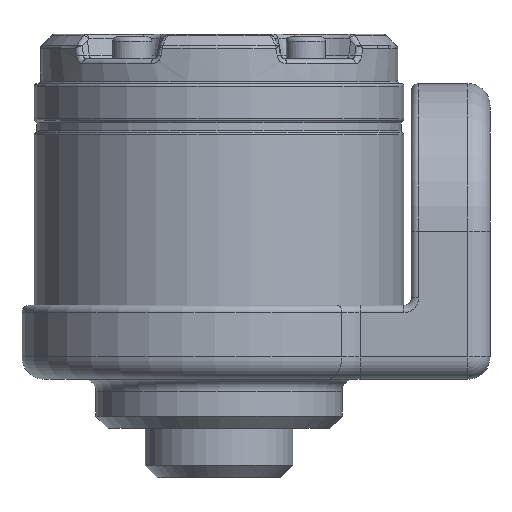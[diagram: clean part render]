
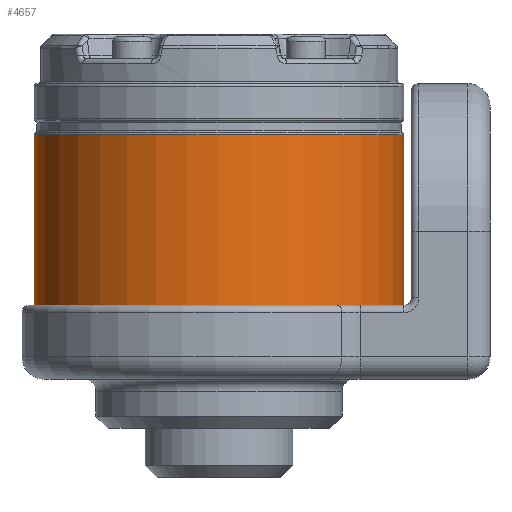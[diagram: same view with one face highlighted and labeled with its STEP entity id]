
A CAD part, front view. The second image highlights one B-rep face of the part: STEP entity #4657.
In plain terms, the highlighted cylindrical face has radius 75 mm (diameter 150 mm), a partial arc.
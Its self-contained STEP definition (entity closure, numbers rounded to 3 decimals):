
#19 = CARTESIAN_POINT ( 'NONE',  ( -175., 0., 60. ) ) ;
#68 = DIRECTION ( 'NONE',  ( 0., 0., -1. ) ) ;
#284 = CARTESIAN_POINT ( 'NONE',  ( -25., 0., 39.268 ) ) ;
#660 = DIRECTION ( 'NONE',  ( 0., 0., -1. ) ) ;
#747 = CIRCLE ( 'NONE', #4725, 75. ) ;
#768 = DIRECTION ( 'NONE',  ( 0., 0., -1. ) ) ;
#775 = CARTESIAN_POINT ( 'NONE',  ( -25., 0., 60. ) ) ;
#1165 = VERTEX_POINT ( 'NONE', #284 ) ;
#1403 = VERTEX_POINT ( 'NONE', #4077 ) ;
#1408 = ORIENTED_EDGE ( 'NONE', *, *, #7747, .F. ) ;
#1414 = VERTEX_POINT ( 'NONE', #7361 ) ;
#1536 = LINE ( 'NONE', #775, #8952 ) ;
#1710 = VERTEX_POINT ( 'NONE', #9692 ) ;
#2448 = DIRECTION ( 'NONE',  ( -1., 0., 0. ) ) ;
#2683 = DIRECTION ( 'NONE',  ( 1., 0., 0. ) ) ;
#2692 = ORIENTED_EDGE ( 'NONE', *, *, #2982, .T. ) ;
#2955 = EDGE_CURVE ( 'NONE', #1710, #1403, #7414, .T. ) ;
#2982 = EDGE_CURVE ( 'NONE', #1165, #1710, #747, .T. ) ;
#3615 = FACE_OUTER_BOUND ( 'NONE', #4335, .T. ) ;
#4077 = CARTESIAN_POINT ( 'NONE',  ( -175., 0., -30. ) ) ;
#4335 = EDGE_LOOP ( 'NONE', ( #1408, #2692, #6794, #4959 ) ) ;
#4348 = DIRECTION ( 'NONE',  ( 0., 0., 1. ) ) ;
#4657 = ADVANCED_FACE ( 'NONE', ( #3615 ), #6540, .T. ) ;
#4725 = AXIS2_PLACEMENT_3D ( 'NONE', #6603, #768, #7362 ) ;
#4933 = DIRECTION ( 'NONE',  ( 0., 0., -1. ) ) ;
#4959 = ORIENTED_EDGE ( 'NONE', *, *, #5111, .T. ) ;
#5111 = EDGE_CURVE ( 'NONE', #1403, #1414, #10060, .T. ) ;
#5418 = AXIS2_PLACEMENT_3D ( 'NONE', #10061, #4348, #2683 ) ;
#6540 = CYLINDRICAL_SURFACE ( 'NONE', #10617, 75. ) ;
#6603 = CARTESIAN_POINT ( 'NONE',  ( -100., 0., 39.268 ) ) ;
#6794 = ORIENTED_EDGE ( 'NONE', *, *, #2955, .T. ) ;
#6840 = CARTESIAN_POINT ( 'NONE',  ( -100., 0., 60. ) ) ;
#7361 = CARTESIAN_POINT ( 'NONE',  ( -25., 0., -30. ) ) ;
#7362 = DIRECTION ( 'NONE',  ( -1., 0., 0. ) ) ;
#7414 = LINE ( 'NONE', #19, #9348 ) ;
#7747 = EDGE_CURVE ( 'NONE', #1165, #1414, #1536, .T. ) ;
#8952 = VECTOR ( 'NONE', #660, 1000. ) ;
#9348 = VECTOR ( 'NONE', #68, 1000. ) ;
#9692 = CARTESIAN_POINT ( 'NONE',  ( -175., 0., 39.268 ) ) ;
#10060 = CIRCLE ( 'NONE', #5418, 75. ) ;
#10061 = CARTESIAN_POINT ( 'NONE',  ( -100., 0., -30. ) ) ;
#10617 = AXIS2_PLACEMENT_3D ( 'NONE', #6840, #4933, #2448 ) ;
